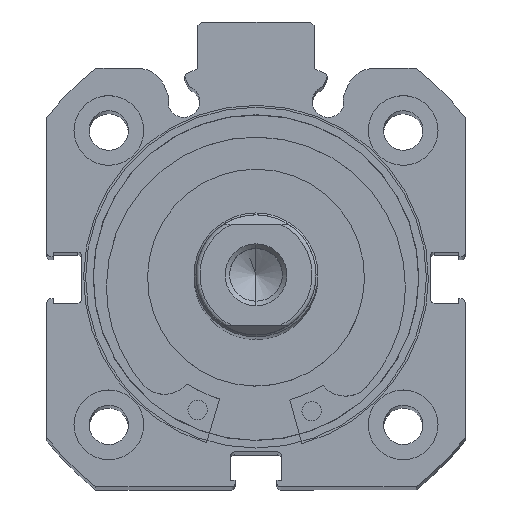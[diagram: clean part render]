
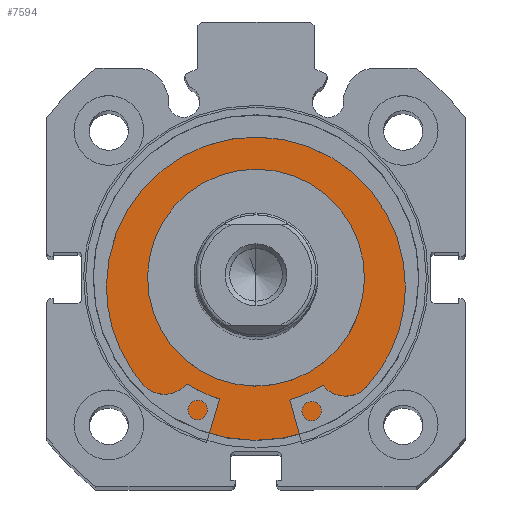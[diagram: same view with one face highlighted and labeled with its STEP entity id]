
A CAD part, top view. The second image highlights one B-rep face of the part: STEP entity #7594.
In plain terms, the highlighted face is planar.
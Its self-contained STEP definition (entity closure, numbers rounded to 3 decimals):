
#322 = VERTEX_POINT ( 'NONE', #663 ) ;
#391 = VERTEX_POINT ( 'NONE', #646 ) ;
#468 = VERTEX_POINT ( 'NONE', #628 ) ;
#628 = CARTESIAN_POINT ( 'NONE',  ( 3.5, 0., -21. ) ) ;
#646 = CARTESIAN_POINT ( 'NONE',  ( 3.5, 0., -14. ) ) ;
#663 = CARTESIAN_POINT ( 'NONE',  ( 3.5, 0., 14. ) ) ;
#1142 = EDGE_CURVE ( 'NONE', #6475, #468, #2978, .T. ) ;
#1223 = EDGE_CURVE ( 'NONE', #468, #6475, #3098, .T. ) ;
#1224 = EDGE_CURVE ( 'NONE', #391, #322, #3099, .T. ) ;
#1232 = EDGE_CURVE ( 'NONE', #322, #391, #3112, .T. ) ;
#1610 = AXIS2_PLACEMENT_3D ( 'NONE', #3525, #3526, #3527 ) ;
#1644 = AXIS2_PLACEMENT_3D ( 'NONE', #3737, #3739, #3740 ) ;
#1645 = AXIS2_PLACEMENT_3D ( 'NONE', #3734, #3741, #3742 ) ;
#1648 = AXIS2_PLACEMENT_3D ( 'NONE', #3752, #3763, #3764 ) ;
#1974 = AXIS2_PLACEMENT_3D ( 'NONE', #6124, #6126, #6127 ) ;
#2978 = CIRCLE ( 'NONE', #1610, 21. ) ;
#3098 = CIRCLE ( 'NONE', #1644, 21. ) ;
#3099 = CIRCLE ( 'NONE', #1645, 14. ) ;
#3112 = CIRCLE ( 'NONE', #1648, 14. ) ;
#3525 = CARTESIAN_POINT ( 'NONE',  ( 3.5, 0., 0. ) ) ;
#3526 = DIRECTION ( 'NONE',  ( -1., 0., 0. ) ) ;
#3527 = DIRECTION ( 'NONE',  ( 0., 0., 1. ) ) ;
#3734 = CARTESIAN_POINT ( 'NONE',  ( 3.5, 0., 0. ) ) ;
#3737 = CARTESIAN_POINT ( 'NONE',  ( 3.5, 0., 0. ) ) ;
#3739 = DIRECTION ( 'NONE',  ( -1., 0., 0. ) ) ;
#3740 = DIRECTION ( 'NONE',  ( 0., 0., 1. ) ) ;
#3741 = DIRECTION ( 'NONE',  ( -1., 0., 0. ) ) ;
#3742 = DIRECTION ( 'NONE',  ( 0., 0., 1. ) ) ;
#3752 = CARTESIAN_POINT ( 'NONE',  ( 3.5, 0., 0. ) ) ;
#3763 = DIRECTION ( 'NONE',  ( -1., 0., 0. ) ) ;
#3764 = DIRECTION ( 'NONE',  ( 0., 0., 1. ) ) ;
#5085 = FACE_BOUND ( 'NONE', #6797, .T. ) ;
#5091 = FACE_OUTER_BOUND ( 'NONE', #6883, .T. ) ;
#5366 = CARTESIAN_POINT ( 'NONE',  ( 3.5, 0., 21. ) ) ;
#6124 = CARTESIAN_POINT ( 'NONE',  ( 3.5, 21., 0. ) ) ;
#6125 = PLANE ( 'NONE',  #1974 ) ;
#6126 = DIRECTION ( 'NONE',  ( 1., 0., 0. ) ) ;
#6127 = DIRECTION ( 'NONE',  ( 0., 0., -1. ) ) ;
#6475 = VERTEX_POINT ( 'NONE', #5366 ) ;
#6797 = EDGE_LOOP ( 'NONE', ( #7096, #6914 ) ) ;
#6883 = EDGE_LOOP ( 'NONE', ( #6937, #7311 ) ) ;
#6914 = ORIENTED_EDGE ( 'NONE', *, *, #1224, .F. ) ;
#6937 = ORIENTED_EDGE ( 'NONE', *, *, #1142, .T. ) ;
#7096 = ORIENTED_EDGE ( 'NONE', *, *, #1232, .F. ) ;
#7311 = ORIENTED_EDGE ( 'NONE', *, *, #1223, .T. ) ;
#7594 = ADVANCED_FACE ( 'NONE', ( #5085, #5091 ), #6125, .F. ) ;
